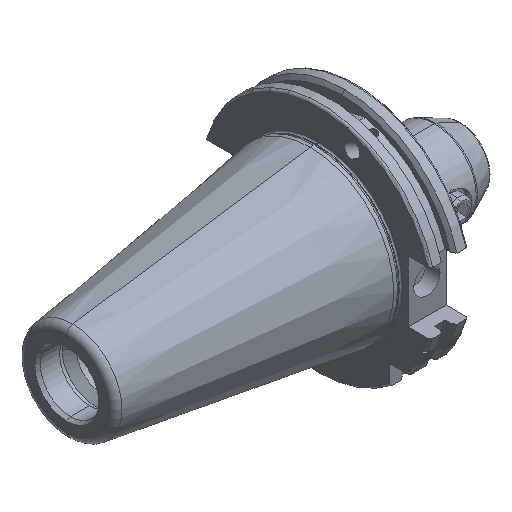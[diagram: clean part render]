
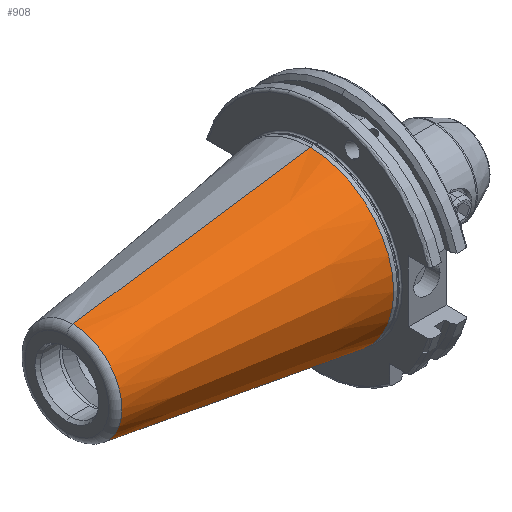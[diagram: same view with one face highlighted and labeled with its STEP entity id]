
A CAD part, isometric view. The second image highlights one B-rep face of the part: STEP entity #908.
In plain terms, the highlighted conical face has half-angle 8.297 degrees and reference radius 34.925 mm.
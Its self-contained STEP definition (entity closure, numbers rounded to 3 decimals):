
#900 = VERTEX_POINT ( 'NONE', #3019 ) ;
#902 = EDGE_CURVE ( 'NONE', #903, #900, #3018, .T. ) ;
#903 = VERTEX_POINT ( 'NONE', #3013 ) ;
#908 = ADVANCED_FACE ( 'NONE', ( #3007 ), #3005, .T. ) ;
#909 = EDGE_LOOP ( 'NONE', ( #910, #914, #969, #970 ) ) ;
#910 = ORIENTED_EDGE ( 'NONE', *, *, #911, .F. ) ;
#911 = EDGE_CURVE ( 'NONE', #912, #913, #3006, .T. ) ;
#912 = VERTEX_POINT ( 'NONE', #2996 ) ;
#913 = VERTEX_POINT ( 'NONE', #2995 ) ;
#914 = ORIENTED_EDGE ( 'NONE', *, *, #916, .T. ) ;
#916 = EDGE_CURVE ( 'NONE', #912, #903, #3050, .T. ) ;
#969 = ORIENTED_EDGE ( 'NONE', *, *, #902, .T. ) ;
#970 = ORIENTED_EDGE ( 'NONE', *, *, #971, .F. ) ;
#971 = EDGE_CURVE ( 'NONE', #913, #900, #3116, .T. ) ;
#2995 = CARTESIAN_POINT ( 'NONE',  ( -99.183, 0., 20.461 ) ) ;
#2996 = CARTESIAN_POINT ( 'NONE',  ( -99.183, 0., -20.461 ) ) ;
#2997 = DIRECTION ( 'NONE',  ( 0., 0., -1. ) ) ;
#2998 = DIRECTION ( 'NONE',  ( -1., 0., 0. ) ) ;
#2999 = CARTESIAN_POINT ( 'NONE',  ( -99.183, 0., 0. ) ) ;
#3000 = AXIS2_PLACEMENT_3D ( 'NONE', #2999, #2998, #2997 ) ;
#3001 = DIRECTION ( 'NONE',  ( 0., 0., 1. ) ) ;
#3002 = DIRECTION ( 'NONE',  ( 1., 0., 0. ) ) ;
#3003 = CARTESIAN_POINT ( 'NONE',  ( 0., 0., 0. ) ) ;
#3004 = AXIS2_PLACEMENT_3D ( 'NONE', #3003, #3002, #3001 ) ;
#3005 = CONICAL_SURFACE ( 'NONE', #3004, 34.925, 0.145 ) ;
#3006 = CIRCLE ( 'NONE', #3000, 20.461 ) ;
#3007 = FACE_OUTER_BOUND ( 'NONE', #909, .T. ) ;
#3013 = CARTESIAN_POINT ( 'NONE',  ( 0., 0., -34.925 ) ) ;
#3014 = DIRECTION ( 'NONE',  ( 0., 0., -1. ) ) ;
#3015 = DIRECTION ( 'NONE',  ( -1., 0., 0. ) ) ;
#3016 = CARTESIAN_POINT ( 'NONE',  ( 0., 0., 0. ) ) ;
#3017 = AXIS2_PLACEMENT_3D ( 'NONE', #3016, #3015, #3014 ) ;
#3018 = CIRCLE ( 'NONE', #3017, 34.925 ) ;
#3019 = CARTESIAN_POINT ( 'NONE',  ( 0., 0., 34.925 ) ) ;
#3047 = DIRECTION ( 'NONE',  ( 0.99, 0., -0.144 ) ) ;
#3048 = VECTOR ( 'NONE', #3047, 1000. ) ;
#3049 = CARTESIAN_POINT ( 'NONE',  ( 0., 0., -34.925 ) ) ;
#3050 = LINE ( 'NONE', #3049, #3048 ) ;
#3113 = DIRECTION ( 'NONE',  ( 0.99, 0., 0.144 ) ) ;
#3114 = VECTOR ( 'NONE', #3113, 1000. ) ;
#3115 = CARTESIAN_POINT ( 'NONE',  ( 0., 0., 34.925 ) ) ;
#3116 = LINE ( 'NONE', #3115, #3114 ) ;
